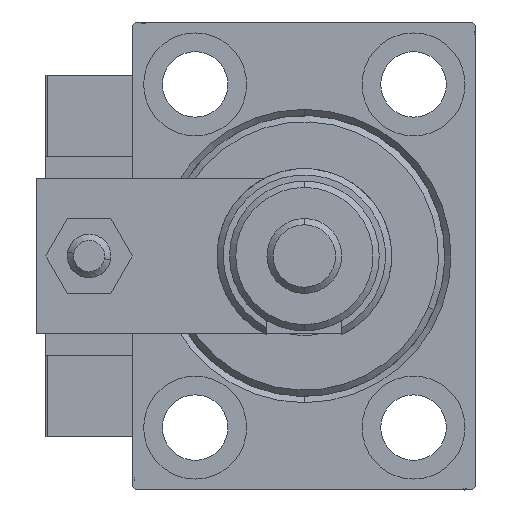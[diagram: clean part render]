
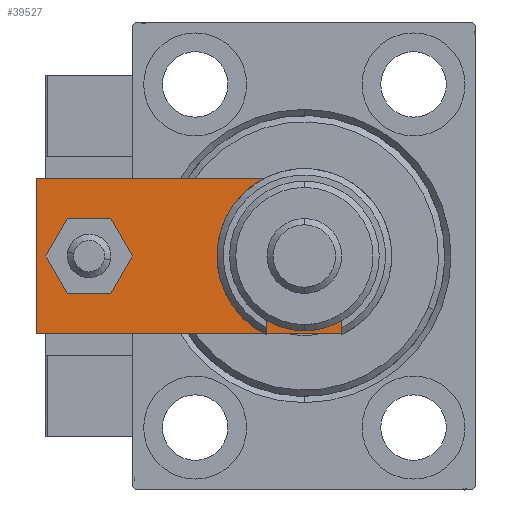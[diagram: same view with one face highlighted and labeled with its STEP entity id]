
A CAD part, left-side view. The second image highlights one B-rep face of the part: STEP entity #39527.
In plain terms, the highlighted face is planar.
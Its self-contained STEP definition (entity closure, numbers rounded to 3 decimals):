
#281 = CARTESIAN_POINT ( 'NONE',  ( -4., 46.5, 6. ) ) ;
#441 = ORIENTED_EDGE ( 'NONE', *, *, #34731, .T. ) ;
#499 = AXIS2_PLACEMENT_3D ( 'NONE', #43357, #31653, #3095 ) ;
#968 = EDGE_CURVE ( 'NONE', #17933, #24956, #45994, .T. ) ;
#985 = LINE ( 'NONE', #17257, #21171 ) ;
#1488 = ORIENTED_EDGE ( 'NONE', *, *, #24886, .F. ) ;
#3095 = DIRECTION ( 'NONE',  ( 1., 0., 0. ) ) ;
#4126 = DIRECTION ( 'NONE',  ( -1., 0., 0. ) ) ;
#4767 = DIRECTION ( 'NONE',  ( 1., 0., 0. ) ) ;
#6946 = DIRECTION ( 'NONE',  ( 1., 0., 0. ) ) ;
#6998 = CIRCLE ( 'NONE', #11266, 8.25 ) ;
#7212 = EDGE_LOOP ( 'NONE', ( #441, #44506, #10104, #46744, #45677, #7923 ) ) ;
#7487 = VERTEX_POINT ( 'NONE', #38153 ) ;
#7923 = ORIENTED_EDGE ( 'NONE', *, *, #12774, .T. ) ;
#8236 = FACE_BOUND ( 'NONE', #42753, .T. ) ;
#8507 = EDGE_CURVE ( 'NONE', #24956, #22021, #46354, .T. ) ;
#8782 = CIRCLE ( 'NONE', #45381, 4. ) ;
#9833 = DIRECTION ( 'NONE',  ( 0., 1., 0. ) ) ;
#10104 = ORIENTED_EDGE ( 'NONE', *, *, #18650, .T. ) ;
#10879 = ORIENTED_EDGE ( 'NONE', *, *, #11770, .F. ) ;
#11266 = AXIS2_PLACEMENT_3D ( 'NONE', #42989, #18217, #50728 ) ;
#11770 = EDGE_CURVE ( 'NONE', #52660, #18996, #6998, .T. ) ;
#12656 = VECTOR ( 'NONE', #28973, 1000. ) ;
#12774 = EDGE_CURVE ( 'NONE', #22021, #40775, #29215, .T. ) ;
#14641 = CARTESIAN_POINT ( 'NONE',  ( 6.84, 0., 6. ) ) ;
#15204 = DIRECTION ( 'NONE',  ( 0., 0., 1. ) ) ;
#15828 = ORIENTED_EDGE ( 'NONE', *, *, #47064, .F. ) ;
#16053 = CARTESIAN_POINT ( 'NONE',  ( -12.5, 5.66, 6. ) ) ;
#16145 = LINE ( 'NONE', #28161, #43874 ) ;
#16691 = CARTESIAN_POINT ( 'NONE',  ( 3.42, -3.42, 6. ) ) ;
#16930 = CARTESIAN_POINT ( 'NONE',  ( 12.5, 55., 6. ) ) ;
#17257 = CARTESIAN_POINT ( 'NONE',  ( -12.5, 55., 6. ) ) ;
#17310 = CARTESIAN_POINT ( 'NONE',  ( 0., 0., 6. ) ) ;
#17933 = VERTEX_POINT ( 'NONE', #14641 ) ;
#18170 = CARTESIAN_POINT ( 'NONE',  ( 0., 46.5, 6. ) ) ;
#18217 = DIRECTION ( 'NONE',  ( 0., 0., 1. ) ) ;
#18650 = EDGE_CURVE ( 'NONE', #51280, #17933, #16145, .T. ) ;
#18996 = VERTEX_POINT ( 'NONE', #48077 ) ;
#19652 = EDGE_CURVE ( 'NONE', #18996, #52660, #46428, .T. ) ;
#19906 = DIRECTION ( 'NONE',  ( 1., 0., 0. ) ) ;
#20791 = DIRECTION ( 'NONE',  ( 0., 0., 1. ) ) ;
#20949 = CIRCLE ( 'NONE', #37994, 4. ) ;
#21171 = VECTOR ( 'NONE', #33519, 1000. ) ;
#21891 = CARTESIAN_POINT ( 'NONE',  ( 0., 46.5, 6. ) ) ;
#22021 = VERTEX_POINT ( 'NONE', #28136 ) ;
#24510 = FACE_OUTER_BOUND ( 'NONE', #7212, .T. ) ;
#24653 = CARTESIAN_POINT ( 'NONE',  ( -6.84, 0., 6. ) ) ;
#24886 = EDGE_CURVE ( 'NONE', #7487, #35471, #20949, .T. ) ;
#24956 = VERTEX_POINT ( 'NONE', #50659 ) ;
#25268 = CARTESIAN_POINT ( 'NONE',  ( -8.25, 12., 6. ) ) ;
#25897 = DIRECTION ( 'NONE',  ( 0., 0., 1. ) ) ;
#28136 = CARTESIAN_POINT ( 'NONE',  ( 12.5, 55., 6. ) ) ;
#28161 = CARTESIAN_POINT ( 'NONE',  ( -12.5, 0., 6. ) ) ;
#28973 = DIRECTION ( 'NONE',  ( 0.707, -0.707, 0. ) ) ;
#29215 = LINE ( 'NONE', #16930, #37705 ) ;
#31653 = DIRECTION ( 'NONE',  ( 0., 0., 1. ) ) ;
#33519 = DIRECTION ( 'NONE',  ( 0., -1., 0. ) ) ;
#34001 = VECTOR ( 'NONE', #41217, 1000. ) ;
#34731 = EDGE_CURVE ( 'NONE', #40775, #46936, #985, .T. ) ;
#35471 = VERTEX_POINT ( 'NONE', #281 ) ;
#36513 = PLANE ( 'NONE',  #43355 ) ;
#37078 = EDGE_LOOP ( 'NONE', ( #10879, #40154 ) ) ;
#37705 = VECTOR ( 'NONE', #4126, 1000. ) ;
#37994 = AXIS2_PLACEMENT_3D ( 'NONE', #21891, #25897, #38148 ) ;
#38148 = DIRECTION ( 'NONE',  ( 1., 0., 0. ) ) ;
#38153 = CARTESIAN_POINT ( 'NONE',  ( 4., 46.5, 6. ) ) ;
#39343 = CARTESIAN_POINT ( 'NONE',  ( -12.5, 55., 6. ) ) ;
#39527 = ADVANCED_FACE ( 'NONE', ( #8236, #24510, #44754 ), #36513, .T. ) ;
#40154 = ORIENTED_EDGE ( 'NONE', *, *, #19652, .F. ) ;
#40775 = VERTEX_POINT ( 'NONE', #39343 ) ;
#41217 = DIRECTION ( 'NONE',  ( 0.707, 0.707, 0. ) ) ;
#41486 = CARTESIAN_POINT ( 'NONE',  ( -3.42, -3.42, 6. ) ) ;
#42753 = EDGE_LOOP ( 'NONE', ( #15828, #1488 ) ) ;
#42989 = CARTESIAN_POINT ( 'NONE',  ( 0., 12., 6. ) ) ;
#43355 = AXIS2_PLACEMENT_3D ( 'NONE', #17310, #20791, #4767 ) ;
#43357 = CARTESIAN_POINT ( 'NONE',  ( 0., 12., 6. ) ) ;
#43874 = VECTOR ( 'NONE', #19906, 1000. ) ;
#44506 = ORIENTED_EDGE ( 'NONE', *, *, #50126, .T. ) ;
#44754 = FACE_BOUND ( 'NONE', #37078, .T. ) ;
#45381 = AXIS2_PLACEMENT_3D ( 'NONE', #18170, #15204, #6946 ) ;
#45677 = ORIENTED_EDGE ( 'NONE', *, *, #8507, .T. ) ;
#45994 = LINE ( 'NONE', #16691, #34001 ) ;
#46354 = LINE ( 'NONE', #50349, #50424 ) ;
#46428 = CIRCLE ( 'NONE', #499, 8.25 ) ;
#46744 = ORIENTED_EDGE ( 'NONE', *, *, #968, .T. ) ;
#46936 = VERTEX_POINT ( 'NONE', #16053 ) ;
#47064 = EDGE_CURVE ( 'NONE', #35471, #7487, #8782, .T. ) ;
#48077 = CARTESIAN_POINT ( 'NONE',  ( 8.25, 12., 6. ) ) ;
#49201 = LINE ( 'NONE', #41486, #12656 ) ;
#50126 = EDGE_CURVE ( 'NONE', #46936, #51280, #49201, .T. ) ;
#50349 = CARTESIAN_POINT ( 'NONE',  ( 12.5, 0., 6. ) ) ;
#50424 = VECTOR ( 'NONE', #9833, 1000. ) ;
#50659 = CARTESIAN_POINT ( 'NONE',  ( 12.5, 5.66, 6. ) ) ;
#50728 = DIRECTION ( 'NONE',  ( 1., 0., 0. ) ) ;
#51280 = VERTEX_POINT ( 'NONE', #24653 ) ;
#52660 = VERTEX_POINT ( 'NONE', #25268 ) ;
